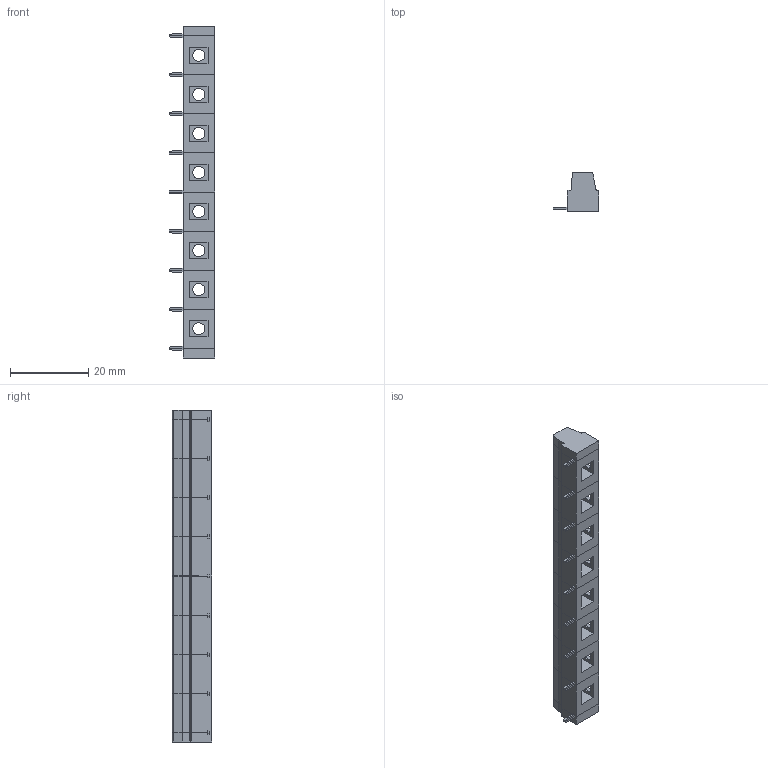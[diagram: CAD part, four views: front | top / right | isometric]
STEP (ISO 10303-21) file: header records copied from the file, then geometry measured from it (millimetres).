
FILE_DESCRIPTION( ( 'Unknown' ), '1' );
FILE_NAME( '691241800009.stp', 'Unknown', ( 'Unknown' ), ( 'Unknown' ), 'PSStep 18.0.17', 'Unknown', ' ' );
FILE_SCHEMA( ( 'AUTOMOTIVE_DESIGN { 1 0 10303 214 1 1 1 1 }' ) );
Length unit declared in the file: millimetre
Products named in the file (4): Assem1; CIA10SQ_DX; CIA10SQ_CNT; CIA10SQ_SX
Assembly tree (10 placements, depth 2):
  Assem1
    CIA10SQ_DX
    CIA10SQ_CNT  x8
    CIA10SQ_SX
Bounding box: 11.6 x 10 x 85 mm (x, y, z)
Volume: 3935.1 mm3; surface area: 6041.2 mm2
Topology: 10 solids, 10 shells, 828 faces, 2316 edges, 1524 vertices
Faces by surface type: plane 716, cylinder 112
Full cylindrical faces by diameter (mm): 3.1 x8, 3.8 x8
Entity records: 7444 total; most frequent: CARTESIAN_POINT 1049, ORIENTED_EDGE 1028, DIRECTION 968, EDGE_CURVE 514, LINE 450, VECTOR 450, VERTEX_POINT 340, AXIS2_PLACEMENT_3D 259
